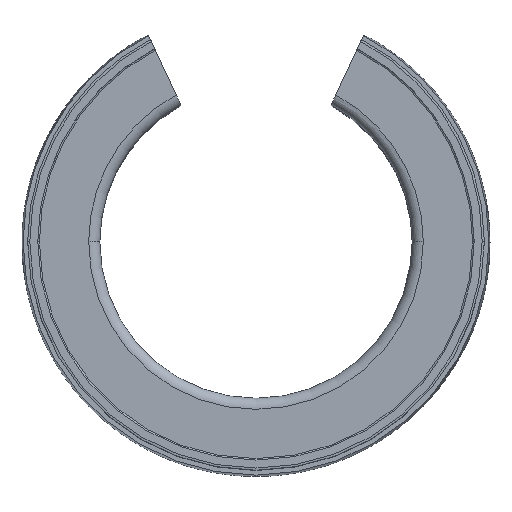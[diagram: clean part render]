
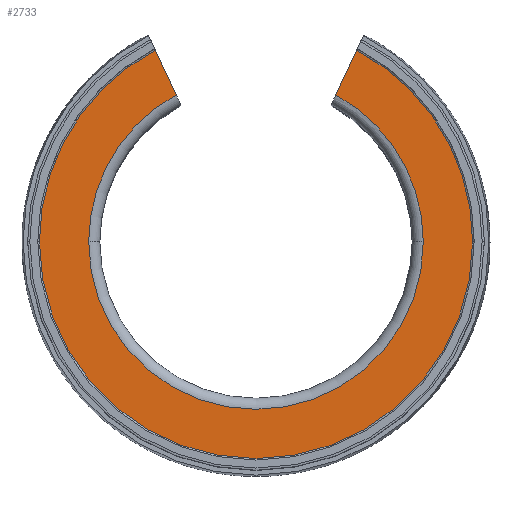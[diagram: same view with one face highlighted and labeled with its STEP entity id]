
A CAD part, top view. The second image highlights one B-rep face of the part: STEP entity #2733.
In plain terms, the highlighted planar face has unit normal (0, 0, 1).
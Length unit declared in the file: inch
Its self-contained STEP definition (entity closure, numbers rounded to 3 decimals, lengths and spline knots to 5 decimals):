
#56 = DIRECTION ( 'NONE',  ( 0., 0., -1. ) ) ;
#65 = VERTEX_POINT ( 'NONE', #929 ) ;
#94 = FACE_OUTER_BOUND ( 'NONE', #3501, .T. ) ;
#103 = EDGE_CURVE ( 'NONE', #65, #3167, #2161, .T. ) ;
#114 = VERTEX_POINT ( 'NONE', #895 ) ;
#199 = AXIS2_PLACEMENT_3D ( 'NONE', #296, #3425, #3670 ) ;
#296 = CARTESIAN_POINT ( 'NONE',  ( 0., 0., -0.39 ) ) ;
#310 = PLANE ( 'NONE',  #199 ) ;
#363 = CARTESIAN_POINT ( 'NONE',  ( 0.50314, 0.92752, -0.39 ) ) ;
#424 = CARTESIAN_POINT ( 'NONE',  ( 0., 0., -0.39 ) ) ;
#487 = EDGE_CURVE ( 'NONE', #972, #114, #1356, .T. ) ;
#554 = CARTESIAN_POINT ( 'NONE',  ( 0., 0., -0.39 ) ) ;
#573 = DIRECTION ( 'NONE',  ( 0., 0., 1. ) ) ;
#586 = CARTESIAN_POINT ( 'NONE',  ( -1.0552, 0., -0.39 ) ) ;
#651 = CARTESIAN_POINT ( 'NONE',  ( -0.63468, 1.2096, -0.39 ) ) ;
#720 = CARTESIAN_POINT ( 'NONE',  ( 0., 0., -0.39 ) ) ;
#784 = EDGE_CURVE ( 'NONE', #3356, #1445, #819, .T. ) ;
#792 = AXIS2_PLACEMENT_3D ( 'NONE', #3050, #1576, #3547 ) ;
#819 = CIRCLE ( 'NONE', #2549, 1.0552 ) ;
#859 = EDGE_CURVE ( 'NONE', #1445, #1283, #1964, .T. ) ;
#866 = ORIENTED_EDGE ( 'NONE', *, *, #1863, .T. ) ;
#895 = CARTESIAN_POINT ( 'NONE',  ( -1.366, 0., -0.39 ) ) ;
#928 = ORIENTED_EDGE ( 'NONE', *, *, #487, .T. ) ;
#929 = CARTESIAN_POINT ( 'NONE',  ( 1.366, 0., -0.39 ) ) ;
#972 = VERTEX_POINT ( 'NONE', #651 ) ;
#979 = CARTESIAN_POINT ( 'NONE',  ( -0.50314, 0.92752, -0.39 ) ) ;
#1085 = AXIS2_PLACEMENT_3D ( 'NONE', #2004, #573, #3393 ) ;
#1096 = LINE ( 'NONE', #2836, #3308 ) ;
#1164 = CIRCLE ( 'NONE', #792, 1.0552 ) ;
#1227 = AXIS2_PLACEMENT_3D ( 'NONE', #424, #1569, #1260 ) ;
#1260 = DIRECTION ( 'NONE',  ( 1., 0., 0. ) ) ;
#1263 = VERTEX_POINT ( 'NONE', #979 ) ;
#1273 = CARTESIAN_POINT ( 'NONE',  ( 1.0552, 0., -0.39 ) ) ;
#1283 = VERTEX_POINT ( 'NONE', #586 ) ;
#1312 = DIRECTION ( 'NONE',  ( 1., 0., 0. ) ) ;
#1347 = EDGE_CURVE ( 'NONE', #114, #65, #1362, .T. ) ;
#1356 = CIRCLE ( 'NONE', #1085, 1.366 ) ;
#1362 = CIRCLE ( 'NONE', #3046, 1.366 ) ;
#1445 = VERTEX_POINT ( 'NONE', #1273 ) ;
#1488 = ORIENTED_EDGE ( 'NONE', *, *, #3076, .T. ) ;
#1569 = DIRECTION ( 'NONE',  ( 0., 0., 1. ) ) ;
#1576 = DIRECTION ( 'NONE',  ( 0., 0., -1. ) ) ;
#1579 = AXIS2_PLACEMENT_3D ( 'NONE', #2826, #3163, #3100 ) ;
#1663 = CARTESIAN_POINT ( 'NONE',  ( 1.06616, 2.13492, -0.39 ) ) ;
#1768 = VECTOR ( 'NONE', #1941, 39.37008 ) ;
#1863 = EDGE_CURVE ( 'NONE', #1283, #1263, #1164, .T. ) ;
#1941 = DIRECTION ( 'NONE',  ( -0.423, -0.906, 0. ) ) ;
#1961 = CARTESIAN_POINT ( 'NONE',  ( 0.63468, 1.2096, -0.39 ) ) ;
#1964 = CIRCLE ( 'NONE', #1579, 1.0552 ) ;
#2004 = CARTESIAN_POINT ( 'NONE',  ( 0., 0., -0.39 ) ) ;
#2033 = DIRECTION ( 'NONE',  ( 1., 0., 0. ) ) ;
#2064 = ORIENTED_EDGE ( 'NONE', *, *, #1347, .T. ) ;
#2078 = LINE ( 'NONE', #1663, #1768 ) ;
#2161 = CIRCLE ( 'NONE', #1227, 1.366 ) ;
#2286 = DIRECTION ( 'NONE',  ( -0.423, 0.906, 0. ) ) ;
#2549 = AXIS2_PLACEMENT_3D ( 'NONE', #554, #56, #2033 ) ;
#2600 = ORIENTED_EDGE ( 'NONE', *, *, #103, .T. ) ;
#2733 = ADVANCED_FACE ( 'NONE', ( #94 ), #310, .T. ) ;
#2826 = CARTESIAN_POINT ( 'NONE',  ( 0., 0., -0.39 ) ) ;
#2836 = CARTESIAN_POINT ( 'NONE',  ( -0.4735, 0.86395, -0.39 ) ) ;
#2891 = ORIENTED_EDGE ( 'NONE', *, *, #859, .T. ) ;
#3029 = DIRECTION ( 'NONE',  ( 0., 0., 1. ) ) ;
#3046 = AXIS2_PLACEMENT_3D ( 'NONE', #720, #3029, #1312 ) ;
#3050 = CARTESIAN_POINT ( 'NONE',  ( 0., 0., -0.39 ) ) ;
#3076 = EDGE_CURVE ( 'NONE', #1263, #972, #1096, .T. ) ;
#3100 = DIRECTION ( 'NONE',  ( 1., 0., 0. ) ) ;
#3163 = DIRECTION ( 'NONE',  ( 0., 0., -1. ) ) ;
#3167 = VERTEX_POINT ( 'NONE', #1961 ) ;
#3174 = ORIENTED_EDGE ( 'NONE', *, *, #3570, .T. ) ;
#3176 = ORIENTED_EDGE ( 'NONE', *, *, #784, .T. ) ;
#3308 = VECTOR ( 'NONE', #2286, 39.37008 ) ;
#3356 = VERTEX_POINT ( 'NONE', #363 ) ;
#3393 = DIRECTION ( 'NONE',  ( 1., 0., 0. ) ) ;
#3425 = DIRECTION ( 'NONE',  ( 0., 0., 1. ) ) ;
#3501 = EDGE_LOOP ( 'NONE', ( #1488, #928, #2064, #2600, #3174, #3176, #2891, #866 ) ) ;
#3547 = DIRECTION ( 'NONE',  ( 1., 0., 0. ) ) ;
#3570 = EDGE_CURVE ( 'NONE', #3167, #3356, #2078, .T. ) ;
#3670 = DIRECTION ( 'NONE',  ( 1., 0., 0. ) ) ;
